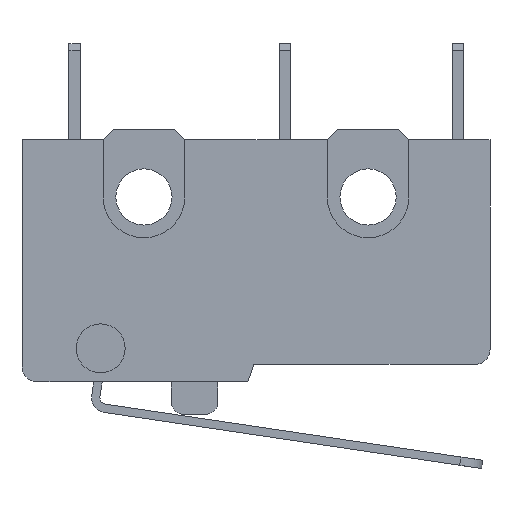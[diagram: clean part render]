
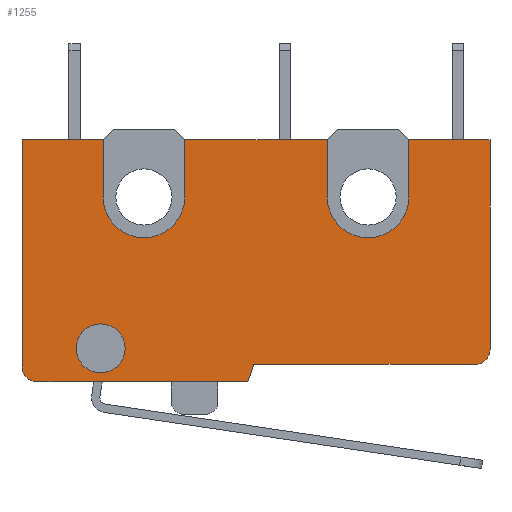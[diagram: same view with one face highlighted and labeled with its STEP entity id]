
A CAD part, front view. The second image highlights one B-rep face of the part: STEP entity #1255.
In plain terms, the highlighted planar face has unit normal (0, -1, 0).
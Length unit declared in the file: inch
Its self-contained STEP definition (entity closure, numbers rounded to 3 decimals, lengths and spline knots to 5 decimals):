
#19 = DIRECTION ( 'NONE',  ( 0., 0., -1. ) ) ;
#24 = CARTESIAN_POINT ( 'NONE',  ( -0.25575, -0.122, 0.10675 ) ) ;
#25 = ORIENTED_EDGE ( 'NONE', *, *, #642, .F. ) ;
#39 = LINE ( 'NONE', #2444, #1740 ) ;
#77 = CARTESIAN_POINT ( 'NONE',  ( -0.0135, -0.122, -0.2025 ) ) ;
#81 = VECTOR ( 'NONE', #2209, 39.37008 ) ;
#97 = CARTESIAN_POINT ( 'NONE',  ( 0.3665, -0.122, -0.1735 ) ) ;
#125 = CARTESIAN_POINT ( 'NONE',  ( -0.26, -0.122, -0.1465 ) ) ;
#128 = DIRECTION ( 'NONE',  ( 0., 0., -1. ) ) ;
#139 = VERTEX_POINT ( 'NONE', #97 ) ;
#141 = CARTESIAN_POINT ( 'NONE',  ( -0.3915, -0.122, -0.2025 ) ) ;
#202 = ORIENTED_EDGE ( 'NONE', *, *, #2198, .F. ) ;
#215 = ORIENTED_EDGE ( 'NONE', *, *, #1723, .F. ) ;
#259 = ORIENTED_EDGE ( 'NONE', *, *, #639, .T. ) ;
#271 = DIRECTION ( 'NONE',  ( 0., 0., 1. ) ) ;
#336 = DIRECTION ( 'NONE',  ( 0., 0., -1. ) ) ;
#337 = DIRECTION ( 'NONE',  ( 0., 0., 1. ) ) ;
#370 = CARTESIAN_POINT ( 'NONE',  ( -0.3665, -0.122, -0.2025 ) ) ;
#383 = LINE ( 'NONE', #433, #1517 ) ;
#433 = CARTESIAN_POINT ( 'NONE',  ( 0.3915, -0.122, -0.1735 ) ) ;
#438 = ORIENTED_EDGE ( 'NONE', *, *, #1889, .T. ) ;
#441 = CARTESIAN_POINT ( 'NONE',  ( 0.11925, -0.122, 0. ) ) ;
#484 = VECTOR ( 'NONE', #271, 39.37008 ) ;
#517 = CIRCLE ( 'NONE', #2008, 0.025 ) ;
#541 = EDGE_CURVE ( 'NONE', #2610, #1758, #1774, .T. ) ;
#545 = DIRECTION ( 'NONE',  ( 0., -1., 0. ) ) ;
#549 = LINE ( 'NONE', #441, #2234 ) ;
#551 = LINE ( 'NONE', #2050, #2235 ) ;
#560 = CARTESIAN_POINT ( 'NONE',  ( 0.25575, -0.122, 0. ) ) ;
#565 = ORIENTED_EDGE ( 'NONE', *, *, #1978, .T. ) ;
#619 = DIRECTION ( 'NONE',  ( 0., -1., 0. ) ) ;
#623 = CARTESIAN_POINT ( 'NONE',  ( -0.11925, -0.122, 0.10675 ) ) ;
#639 = EDGE_CURVE ( 'NONE', #2152, #139, #383, .T. ) ;
#642 = EDGE_CURVE ( 'NONE', #2726, #2500, #2575, .T. ) ;
#651 = VERTEX_POINT ( 'NONE', #1436 ) ;
#671 = ORIENTED_EDGE ( 'NONE', *, *, #2396, .F. ) ;
#691 = CARTESIAN_POINT ( 'NONE',  ( 0.11925, -0.122, 0.10675 ) ) ;
#696 = CIRCLE ( 'NONE', #1254, 0.041 ) ;
#714 = EDGE_LOOP ( 'NONE', ( #2006, #2104, #2215, #438, #259, #565, #25, #202, #671, #1741, #1627, #849, #215, #2490, #2081, #1405 ) ) ;
#719 = EDGE_CURVE ( 'NONE', #1352, #2035, #696, .T. ) ;
#733 = LINE ( 'NONE', #2259, #2471 ) ;
#787 = DIRECTION ( 'NONE',  ( 1., 0., 0. ) ) ;
#790 = CARTESIAN_POINT ( 'NONE',  ( 0.25575, -0.122, 0.10675 ) ) ;
#804 = VERTEX_POINT ( 'NONE', #370 ) ;
#845 = CARTESIAN_POINT ( 'NONE',  ( -0.3915, -0.122, 0.2025 ) ) ;
#849 = ORIENTED_EDGE ( 'NONE', *, *, #1380, .F. ) ;
#903 = VERTEX_POINT ( 'NONE', #1553 ) ;
#932 = CARTESIAN_POINT ( 'NONE',  ( -0.0035, -0.122, -0.1735 ) ) ;
#940 = DIRECTION ( 'NONE',  ( 0., 0., 1. ) ) ;
#961 = CARTESIAN_POINT ( 'NONE',  ( -0.0035, -0.122, -0.1735 ) ) ;
#974 = VERTEX_POINT ( 'NONE', #24 ) ;
#1004 = VERTEX_POINT ( 'NONE', #691 ) ;
#1038 = EDGE_CURVE ( 'NONE', #651, #2610, #733, .T. ) ;
#1054 = AXIS2_PLACEMENT_3D ( 'NONE', #1957, #619, #2159 ) ;
#1063 = EDGE_CURVE ( 'NONE', #2035, #1352, #1850, .T. ) ;
#1075 = VERTEX_POINT ( 'NONE', #77 ) ;
#1125 = CARTESIAN_POINT ( 'NONE',  ( -0.26, -0.122, -0.1055 ) ) ;
#1136 = CARTESIAN_POINT ( 'NONE',  ( 0.25575, -0.122, 0.2025 ) ) ;
#1171 = EDGE_CURVE ( 'NONE', #1004, #1224, #1221, .T. ) ;
#1173 = CARTESIAN_POINT ( 'NONE',  ( -0.26, -0.122, -0.1465 ) ) ;
#1192 = DIRECTION ( 'NONE',  ( 0.326, 0., 0.945 ) ) ;
#1221 = CIRCLE ( 'NONE', #2110, 0.06825 ) ;
#1224 = VERTEX_POINT ( 'NONE', #790 ) ;
#1253 = DIRECTION ( 'NONE',  ( 0., -1., 0. ) ) ;
#1254 = AXIS2_PLACEMENT_3D ( 'NONE', #125, #1671, #336 ) ;
#1255 = ADVANCED_FACE ( 'NONE', ( #1545, #2660 ), #1913, .T. ) ;
#1256 = VECTOR ( 'NONE', #337, 39.37008 ) ;
#1263 = VECTOR ( 'NONE', #2791, 39.37008 ) ;
#1327 = LINE ( 'NONE', #961, #1765 ) ;
#1333 = AXIS2_PLACEMENT_3D ( 'NONE', #2539, #1253, #2751 ) ;
#1350 = CARTESIAN_POINT ( 'NONE',  ( -0.3915, -0.122, 0.2025 ) ) ;
#1352 = VERTEX_POINT ( 'NONE', #1525 ) ;
#1355 = DIRECTION ( 'NONE',  ( 0., -1., 0. ) ) ;
#1363 = VERTEX_POINT ( 'NONE', #623 ) ;
#1380 = EDGE_CURVE ( 'NONE', #1687, #903, #2342, .T. ) ;
#1405 = ORIENTED_EDGE ( 'NONE', *, *, #541, .F. ) ;
#1421 = DIRECTION ( 'NONE',  ( 0., 0., -1. ) ) ;
#1424 = CARTESIAN_POINT ( 'NONE',  ( 0.3915, -0.122, 0.2025 ) ) ;
#1436 = CARTESIAN_POINT ( 'NONE',  ( -0.3915, -0.122, -0.1775 ) ) ;
#1469 = DIRECTION ( 'NONE',  ( 0., -1., 0. ) ) ;
#1494 = DIRECTION ( 'NONE',  ( -1., 0., 0. ) ) ;
#1507 = CIRCLE ( 'NONE', #1054, 0.06825 ) ;
#1517 = VECTOR ( 'NONE', #787, 39.37008 ) ;
#1525 = CARTESIAN_POINT ( 'NONE',  ( -0.26, -0.122, -0.1875 ) ) ;
#1545 = FACE_OUTER_BOUND ( 'NONE', #714, .T. ) ;
#1553 = CARTESIAN_POINT ( 'NONE',  ( 0.11925, -0.122, 0.2025 ) ) ;
#1597 = DIRECTION ( 'NONE',  ( 0., 0., -1. ) ) ;
#1602 = LINE ( 'NONE', #1828, #484 ) ;
#1623 = DIRECTION ( 'NONE',  ( 1., 0., 0. ) ) ;
#1625 = DIRECTION ( 'NONE',  ( 0., 0., -1. ) ) ;
#1627 = ORIENTED_EDGE ( 'NONE', *, *, #2764, .F. ) ;
#1633 = VECTOR ( 'NONE', #1494, 39.37008 ) ;
#1666 = CIRCLE ( 'NONE', #2093, 0.025 ) ;
#1671 = DIRECTION ( 'NONE',  ( 0., 1., 0. ) ) ;
#1675 = EDGE_CURVE ( 'NONE', #1758, #974, #39, .T. ) ;
#1687 = VERTEX_POINT ( 'NONE', #1819 ) ;
#1703 = LINE ( 'NONE', #141, #1633 ) ;
#1723 = EDGE_CURVE ( 'NONE', #1363, #1687, #1602, .T. ) ;
#1740 = VECTOR ( 'NONE', #1597, 39.37008 ) ;
#1741 = ORIENTED_EDGE ( 'NONE', *, *, #1171, .F. ) ;
#1742 = CARTESIAN_POINT ( 'NONE',  ( -0.3915, -0.122, 0.2025 ) ) ;
#1758 = VERTEX_POINT ( 'NONE', #2459 ) ;
#1765 = VECTOR ( 'NONE', #1192, 39.37008 ) ;
#1774 = LINE ( 'NONE', #1350, #81 ) ;
#1819 = CARTESIAN_POINT ( 'NONE',  ( -0.11925, -0.122, 0.2025 ) ) ;
#1828 = CARTESIAN_POINT ( 'NONE',  ( -0.11925, -0.122, 0. ) ) ;
#1850 = CIRCLE ( 'NONE', #2725, 0.041 ) ;
#1875 = CARTESIAN_POINT ( 'NONE',  ( 0.1875, -0.122, 0.10675 ) ) ;
#1889 = EDGE_CURVE ( 'NONE', #1075, #2152, #1327, .T. ) ;
#1913 = PLANE ( 'NONE',  #1333 ) ;
#1957 = CARTESIAN_POINT ( 'NONE',  ( -0.1875, -0.122, 0.10675 ) ) ;
#1976 = EDGE_LOOP ( 'NONE', ( #2020, #2002 ) ) ;
#1978 = EDGE_CURVE ( 'NONE', #139, #2500, #517, .T. ) ;
#2002 = ORIENTED_EDGE ( 'NONE', *, *, #1063, .T. ) ;
#2006 = ORIENTED_EDGE ( 'NONE', *, *, #1038, .F. ) ;
#2008 = AXIS2_PLACEMENT_3D ( 'NONE', #2729, #1469, #128 ) ;
#2020 = ORIENTED_EDGE ( 'NONE', *, *, #719, .T. ) ;
#2035 = VERTEX_POINT ( 'NONE', #1125 ) ;
#2050 = CARTESIAN_POINT ( 'NONE',  ( -0.3915, -0.122, 0.2025 ) ) ;
#2066 = VERTEX_POINT ( 'NONE', #1136 ) ;
#2081 = ORIENTED_EDGE ( 'NONE', *, *, #1675, .F. ) ;
#2090 = DIRECTION ( 'NONE',  ( 0., 0., -1. ) ) ;
#2093 = AXIS2_PLACEMENT_3D ( 'NONE', #2626, #1355, #19 ) ;
#2104 = ORIENTED_EDGE ( 'NONE', *, *, #2781, .T. ) ;
#2110 = AXIS2_PLACEMENT_3D ( 'NONE', #1875, #545, #2090 ) ;
#2132 = CARTESIAN_POINT ( 'NONE',  ( 0.3915, -0.122, -0.1485 ) ) ;
#2146 = VECTOR ( 'NONE', #1625, 39.37008 ) ;
#2152 = VERTEX_POINT ( 'NONE', #932 ) ;
#2159 = DIRECTION ( 'NONE',  ( 0., 0., -1. ) ) ;
#2197 = CARTESIAN_POINT ( 'NONE',  ( 0.3915, -0.122, 0.2025 ) ) ;
#2198 = EDGE_CURVE ( 'NONE', #2066, #2726, #551, .T. ) ;
#2209 = DIRECTION ( 'NONE',  ( 1., 0., 0. ) ) ;
#2215 = ORIENTED_EDGE ( 'NONE', *, *, #2481, .F. ) ;
#2234 = VECTOR ( 'NONE', #2413, 39.37008 ) ;
#2235 = VECTOR ( 'NONE', #1623, 39.37008 ) ;
#2259 = CARTESIAN_POINT ( 'NONE',  ( -0.3915, -0.122, 0.2025 ) ) ;
#2342 = LINE ( 'NONE', #1742, #1263 ) ;
#2396 = EDGE_CURVE ( 'NONE', #1224, #2066, #2399, .T. ) ;
#2399 = LINE ( 'NONE', #560, #1256 ) ;
#2413 = DIRECTION ( 'NONE',  ( 0., 0., -1. ) ) ;
#2444 = CARTESIAN_POINT ( 'NONE',  ( -0.25575, -0.122, 0. ) ) ;
#2459 = CARTESIAN_POINT ( 'NONE',  ( -0.25575, -0.122, 0.2025 ) ) ;
#2471 = VECTOR ( 'NONE', #940, 39.37008 ) ;
#2481 = EDGE_CURVE ( 'NONE', #1075, #804, #1703, .T. ) ;
#2490 = ORIENTED_EDGE ( 'NONE', *, *, #2585, .F. ) ;
#2500 = VERTEX_POINT ( 'NONE', #2132 ) ;
#2539 = CARTESIAN_POINT ( 'NONE',  ( 0., -0.122, 0. ) ) ;
#2575 = LINE ( 'NONE', #1424, #2146 ) ;
#2585 = EDGE_CURVE ( 'NONE', #974, #1363, #1507, .T. ) ;
#2610 = VERTEX_POINT ( 'NONE', #845 ) ;
#2626 = CARTESIAN_POINT ( 'NONE',  ( -0.3665, -0.122, -0.1775 ) ) ;
#2660 = FACE_BOUND ( 'NONE', #1976, .T. ) ;
#2682 = DIRECTION ( 'NONE',  ( 0., 1., 0. ) ) ;
#2725 = AXIS2_PLACEMENT_3D ( 'NONE', #1173, #2682, #1421 ) ;
#2726 = VERTEX_POINT ( 'NONE', #2197 ) ;
#2729 = CARTESIAN_POINT ( 'NONE',  ( 0.3665, -0.122, -0.1485 ) ) ;
#2751 = DIRECTION ( 'NONE',  ( 0., 0., -1. ) ) ;
#2764 = EDGE_CURVE ( 'NONE', #903, #1004, #549, .T. ) ;
#2781 = EDGE_CURVE ( 'NONE', #651, #804, #1666, .T. ) ;
#2791 = DIRECTION ( 'NONE',  ( 1., 0., 0. ) ) ;
